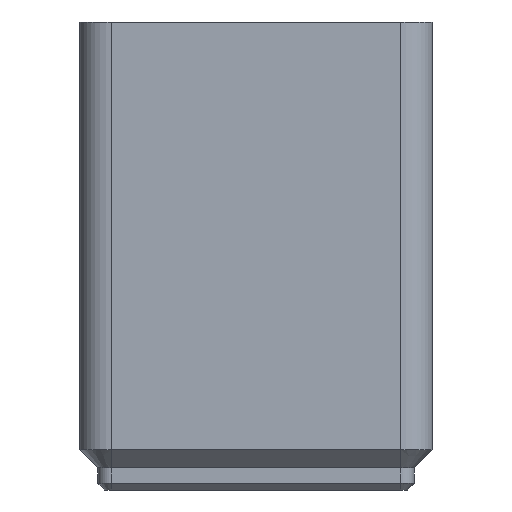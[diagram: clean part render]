
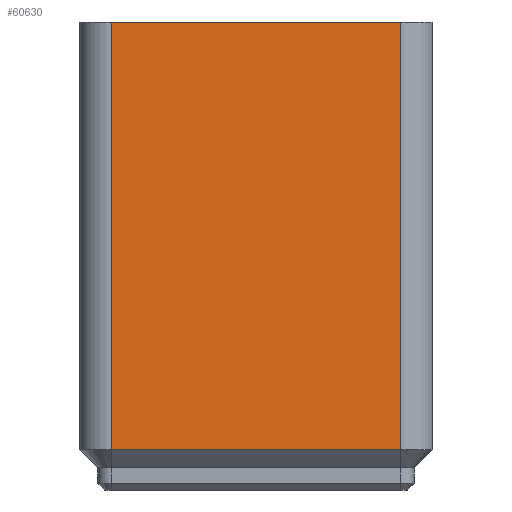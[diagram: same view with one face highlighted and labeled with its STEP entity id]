
A CAD part, front view. The second image highlights one B-rep face of the part: STEP entity #60630.
In plain terms, the highlighted planar face has unit normal (0, -1, 0).
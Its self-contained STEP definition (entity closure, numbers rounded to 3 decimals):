
#15540=CARTESIAN_POINT('',(290.,126.25,55.));
#15550=VERTEX_POINT('',#15540);
#15580=CARTESIAN_POINT('',(294.,126.25,55.));
#15590=DIRECTION('',(1.,0.,0.));
#15600=VECTOR('',#15590,1.);
#15610=LINE('',#15580,#15600);
#15620=CARTESIAN_POINT('',(256.,126.25,55.));
#15630=VERTEX_POINT('',#15620);
#15640=EDGE_CURVE('',#15630,#15550,#15610,.T.);
#41880=CARTESIAN_POINT('',(256.,126.25,4.75));
#41890=VERTEX_POINT('',#41880);
#44660=CARTESIAN_POINT('',(290.,126.25,4.75));
#44670=VERTEX_POINT('',#44660);
#44700=CARTESIAN_POINT('',(290.,126.25,0.));
#44710=DIRECTION('',(0.,0.,-1.));
#44720=VECTOR('',#44710,1.);
#44730=LINE('',#44700,#44720);
#44740=EDGE_CURVE('',#15550,#44670,#44730,.T.);
#44850=CARTESIAN_POINT('',(256.,126.25,0.));
#44860=DIRECTION('',(0.,0.,-1.));
#44870=VECTOR('',#44860,1.);
#44880=LINE('',#44850,#44870);
#44890=EDGE_CURVE('',#15630,#41890,#44880,.T.);
#45040=CARTESIAN_POINT('',(546.,126.25,4.75));
#45050=DIRECTION('',(1.,0.,0.));
#45060=VECTOR('',#45050,1.);
#45070=LINE('',#45040,#45060);
#45080=EDGE_CURVE('',#41890,#44670,#45070,.T.);
#60520=CARTESIAN_POINT('',(290.,126.25,5.));
#60530=DIRECTION('',(0.,-1.,-0.));
#60540=DIRECTION('',(-1.,0.,0.));
#60550=AXIS2_PLACEMENT_3D('',#60520,#60530,#60540);
#60560=PLANE('',#60550);
#60570=ORIENTED_EDGE('',*,*,#15640,.F.);
#60580=ORIENTED_EDGE('',*,*,#44740,.F.);
#60590=ORIENTED_EDGE('',*,*,#45080,.T.);
#60600=ORIENTED_EDGE('',*,*,#44890,.T.);
#60610=EDGE_LOOP('',(#60600,#60590,#60580,#60570));
#60620=FACE_OUTER_BOUND('',#60610,.T.);
#60630=ADVANCED_FACE('',(#60620),#60560,.T.);
